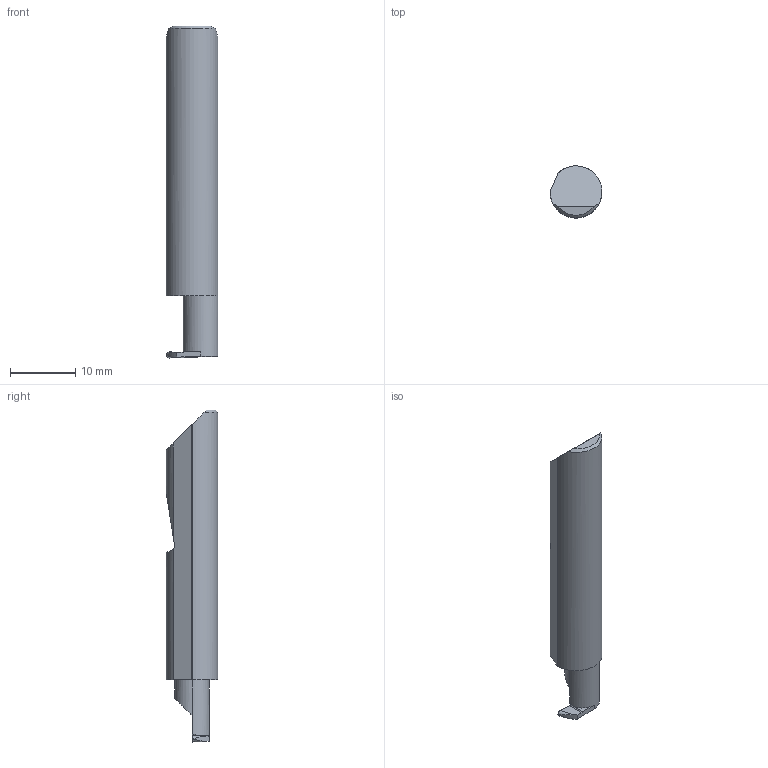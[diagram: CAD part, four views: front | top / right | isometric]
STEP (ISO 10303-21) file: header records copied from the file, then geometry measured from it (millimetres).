
FILE_DESCRIPTION (( 'STEP AP214' ), '1' );
FILE_NAME ('Micro_QFR-038-6X.STEP', '2021-09-08T23:06:17', ( '' ), ( '' ), 'SwSTEP 2.0', 'SolidWorks 2020', '' );
FILE_SCHEMA (( 'AUTOMOTIVE_DESIGN' ));
Length unit declared in the file: inch
Products named in the file (1): Micro_QFR-038-6X
Bounding box: 7.94 x 7.93 x 50.78 mm (x, y, z)
Volume: 2039.8 mm3; surface area: 1227.1 mm2
Topology: 1 solids, 1 shells, 24 faces, 61 edges, 39 vertices
Faces by surface type: plane 13, cylinder 10, cone 1
Entity records: 798 total; most frequent: CARTESIAN_POINT 227, ORIENTED_EDGE 122, DIRECTION 99, EDGE_CURVE 61, VERTEX_POINT 39, AXIS2_PLACEMENT_3D 35, VECTOR 29, LINE 29
